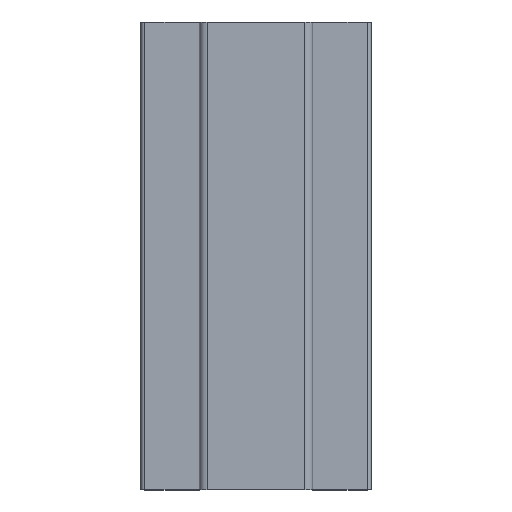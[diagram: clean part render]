
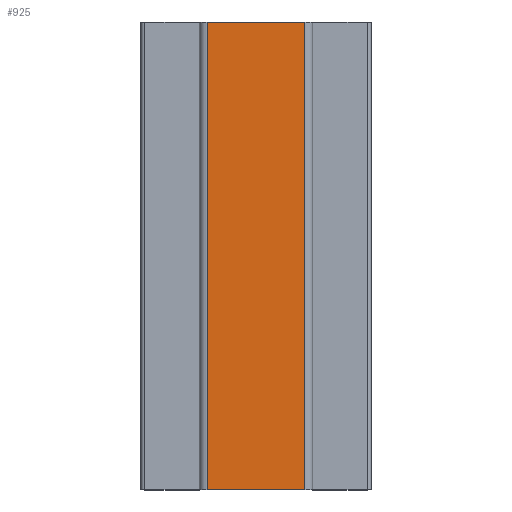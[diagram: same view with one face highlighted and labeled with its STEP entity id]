
A CAD part, top view. The second image highlights one B-rep face of the part: STEP entity #925.
In plain terms, the highlighted planar face has unit normal (0, 0, 1).
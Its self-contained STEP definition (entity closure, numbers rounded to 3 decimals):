
#53=PLANE('',#1009);
#104=FACE_OUTER_BOUND('',#158,.T.);
#158=EDGE_LOOP('',(#808,#809,#810,#811));
#249=LINE('',#1489,#355);
#250=LINE('',#1492,#356);
#254=LINE('',#1502,#360);
#255=LINE('',#1503,#361);
#355=VECTOR('',#1221,3.05);
#356=VECTOR('',#1224,0.638);
#360=VECTOR('',#1232,0.638);
#361=VECTOR('',#1233,3.05);
#464=VERTEX_POINT('',#1478);
#469=VERTEX_POINT('',#1487);
#470=VERTEX_POINT('',#1491);
#474=VERTEX_POINT('',#1501);
#583=EDGE_CURVE('',#469,#464,#249,.T.);
#584=EDGE_CURVE('',#464,#470,#250,.T.);
#589=EDGE_CURVE('',#469,#474,#254,.T.);
#590=EDGE_CURVE('',#470,#474,#255,.T.);
#808=ORIENTED_EDGE('',*,*,#583,.F.);
#809=ORIENTED_EDGE('',*,*,#589,.T.);
#810=ORIENTED_EDGE('',*,*,#590,.F.);
#811=ORIENTED_EDGE('',*,*,#584,.F.);
#925=ADVANCED_FACE('',(#104),#53,.T.);
#1009=AXIS2_PLACEMENT_3D('',#1500,#1230,#1231);
#1221=DIRECTION('',(0.,1.,0.));
#1224=DIRECTION('',(1.,0.,0.));
#1230=DIRECTION('center_axis',(0.,0.,1.));
#1231=DIRECTION('ref_axis',(-1.,0.,0.));
#1232=DIRECTION('',(1.,0.,0.));
#1233=DIRECTION('',(0.,-1.,0.));
#1478=CARTESIAN_POINT('',(-0.319,1.525,0.431));
#1487=CARTESIAN_POINT('',(-0.319,-1.525,0.431));
#1489=CARTESIAN_POINT('',(-0.319,1.475,0.431));
#1491=CARTESIAN_POINT('',(0.319,1.525,0.431));
#1492=CARTESIAN_POINT('',(-0.369,1.525,0.431));
#1500=CARTESIAN_POINT('Origin',(0.369,1.475,0.431));
#1501=CARTESIAN_POINT('',(0.319,-1.525,0.431));
#1502=CARTESIAN_POINT('',(-0.369,-1.525,0.431));
#1503=CARTESIAN_POINT('',(0.319,1.475,0.431));
